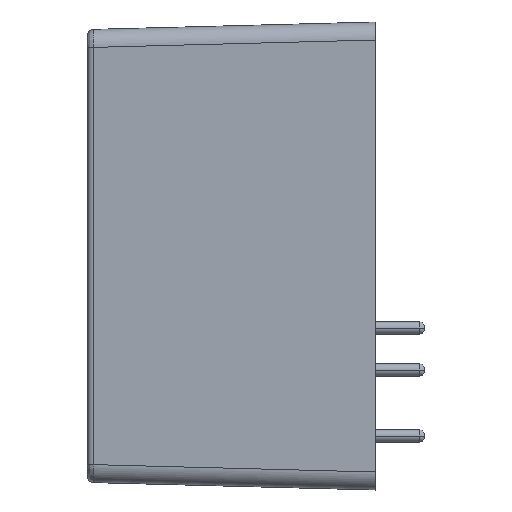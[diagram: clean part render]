
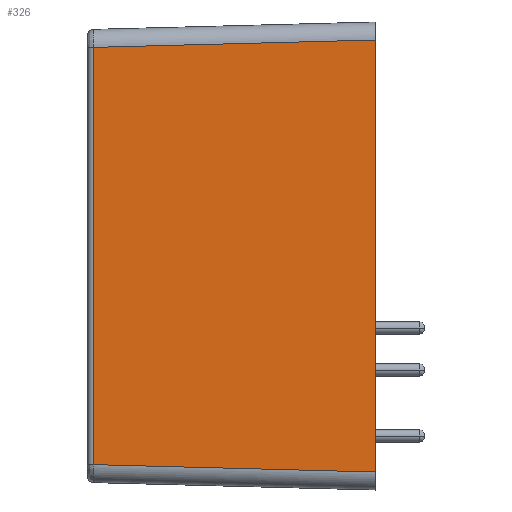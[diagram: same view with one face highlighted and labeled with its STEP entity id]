
A CAD part, left-side view. The second image highlights one B-rep face of the part: STEP entity #326.
In plain terms, the highlighted planar face has unit normal (-1, 0.026, 0).
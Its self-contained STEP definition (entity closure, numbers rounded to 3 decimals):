
#326 = ADVANCED_FACE ( 'NONE', ( #5415 ), #6805, .T. ) ;
#550 = CARTESIAN_POINT ( 'NONE',  ( -34.75, 0., -21.552 ) ) ;
#906 = EDGE_CURVE ( 'NONE', #5205, #7525, #7952, .T. ) ;
#935 = EDGE_CURVE ( 'NONE', #7525, #7259, #6199, .T. ) ;
#1077 = VERTEX_POINT ( 'NONE', #7050 ) ;
#1308 = CARTESIAN_POINT ( 'NONE',  ( -34.75, 0., -18.001 ) ) ;
#1472 = DIRECTION ( 'NONE',  ( -0.026, -0.999, 0.026 ) ) ;
#1481 = CARTESIAN_POINT ( 'NONE',  ( -34.75, 0., 18.001 ) ) ;
#1622 = VECTOR ( 'NONE', #2907, 1000. ) ;
#2268 = ORIENTED_EDGE ( 'NONE', *, *, #935, .T. ) ;
#2280 = CARTESIAN_POINT ( 'NONE',  ( -34.134, 23.513, -17.385 ) ) ;
#2444 = DIRECTION ( 'NONE',  ( 0., 0., 1. ) ) ;
#2533 = EDGE_CURVE ( 'NONE', #1077, #7259, #8151, .T. ) ;
#2842 = ORIENTED_EDGE ( 'NONE', *, *, #5698, .F. ) ;
#2907 = DIRECTION ( 'NONE',  ( 0., 0., 1. ) ) ;
#3038 = DIRECTION ( 'NONE',  ( -0.026, -0.999, -0.026 ) ) ;
#3173 = DIRECTION ( 'NONE',  ( 0., 0., 1. ) ) ;
#3339 = AXIS2_PLACEMENT_3D ( 'NONE', #550, #7941, #2444 ) ;
#3722 = CARTESIAN_POINT ( 'NONE',  ( -34.134, 23.513, -17.385 ) ) ;
#4190 = CARTESIAN_POINT ( 'NONE',  ( -34.134, 23.513, -17.385 ) ) ;
#5085 = LINE ( 'NONE', #3722, #7080 ) ;
#5205 = VERTEX_POINT ( 'NONE', #4190 ) ;
#5415 = FACE_OUTER_BOUND ( 'NONE', #5715, .T. ) ;
#5437 = ORIENTED_EDGE ( 'NONE', *, *, #906, .T. ) ;
#5453 = VECTOR ( 'NONE', #3038, 1000. ) ;
#5698 = EDGE_CURVE ( 'NONE', #5205, #1077, #5085, .T. ) ;
#5715 = EDGE_LOOP ( 'NONE', ( #5437, #2268, #7242, #2842 ) ) ;
#6199 = LINE ( 'NONE', #7342, #1622 ) ;
#6299 = VECTOR ( 'NONE', #1472, 1000. ) ;
#6805 = PLANE ( 'NONE',  #3339 ) ;
#7050 = CARTESIAN_POINT ( 'NONE',  ( -34.134, 23.513, 17.385 ) ) ;
#7080 = VECTOR ( 'NONE', #3173, 1000. ) ;
#7242 = ORIENTED_EDGE ( 'NONE', *, *, #2533, .F. ) ;
#7259 = VERTEX_POINT ( 'NONE', #1481 ) ;
#7342 = CARTESIAN_POINT ( 'NONE',  ( -34.75, 0., -18.001 ) ) ;
#7525 = VERTEX_POINT ( 'NONE', #1308 ) ;
#7618 = CARTESIAN_POINT ( 'NONE',  ( -34.134, 23.513, 17.385 ) ) ;
#7941 = DIRECTION ( 'NONE',  ( -1., 0.026, 0. ) ) ;
#7952 = LINE ( 'NONE', #2280, #5453 ) ;
#8151 = LINE ( 'NONE', #7618, #6299 ) ;
